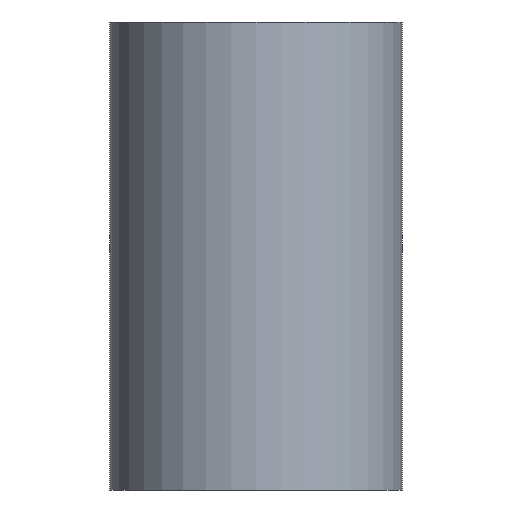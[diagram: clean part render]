
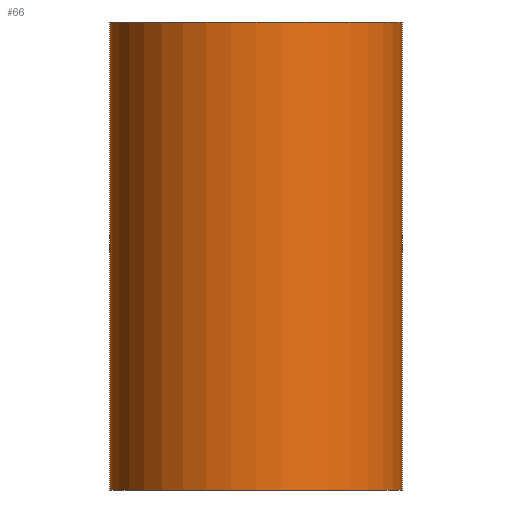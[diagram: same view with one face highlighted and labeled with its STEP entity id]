
A CAD part, front view. The second image highlights one B-rep face of the part: STEP entity #66.
In plain terms, the highlighted cylindrical face has radius 7.938 mm (diameter 15.875 mm), a partial arc.
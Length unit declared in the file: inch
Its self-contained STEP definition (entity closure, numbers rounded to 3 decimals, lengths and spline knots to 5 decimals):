
#1 = CARTESIAN_POINT ( 'NONE',  ( 0.3125, 0., 1. ) ) ;
#22 = CIRCLE ( 'NONE', #281, 0.3125 ) ;
#30 = EDGE_LOOP ( 'NONE', ( #96, #145, #163, #191 ) ) ;
#40 = CYLINDRICAL_SURFACE ( 'NONE', #173, 0.3125 ) ;
#45 = LINE ( 'NONE', #326, #302 ) ;
#59 = AXIS2_PLACEMENT_3D ( 'NONE', #277, #232, #149 ) ;
#66 = ADVANCED_FACE ( 'NONE', ( #92 ), #40, .T. ) ;
#78 = EDGE_CURVE ( 'NONE', #162, #324, #222, .T. ) ;
#92 = FACE_OUTER_BOUND ( 'NONE', #30, .T. ) ;
#94 = DIRECTION ( 'NONE',  ( -1., 0., 0. ) ) ;
#96 = ORIENTED_EDGE ( 'NONE', *, *, #119, .F. ) ;
#98 = CARTESIAN_POINT ( 'NONE',  ( -0.3125, 0., 1. ) ) ;
#102 = DIRECTION ( 'NONE',  ( 0., 0., 1. ) ) ;
#106 = CARTESIAN_POINT ( 'NONE',  ( 0.3125, 0., 0. ) ) ;
#119 = EDGE_CURVE ( 'NONE', #324, #292, #45, .T. ) ;
#145 = ORIENTED_EDGE ( 'NONE', *, *, #78, .F. ) ;
#149 = DIRECTION ( 'NONE',  ( 1., 0., 0. ) ) ;
#162 = VERTEX_POINT ( 'NONE', #98 ) ;
#163 = ORIENTED_EDGE ( 'NONE', *, *, #217, .T. ) ;
#171 = EDGE_CURVE ( 'NONE', #320, #292, #22, .T. ) ;
#172 = DIRECTION ( 'NONE',  ( 0., 0., -1. ) ) ;
#173 = AXIS2_PLACEMENT_3D ( 'NONE', #298, #172, #94 ) ;
#188 = VECTOR ( 'NONE', #235, 39.37008 ) ;
#191 = ORIENTED_EDGE ( 'NONE', *, *, #171, .T. ) ;
#217 = EDGE_CURVE ( 'NONE', #162, #320, #293, .T. ) ;
#222 = CIRCLE ( 'NONE', #59, 0.3125 ) ;
#232 = DIRECTION ( 'NONE',  ( 0., 0., 1. ) ) ;
#235 = DIRECTION ( 'NONE',  ( 0., 0., -1. ) ) ;
#251 = DIRECTION ( 'NONE',  ( 0., 0., -1. ) ) ;
#252 = DIRECTION ( 'NONE',  ( 1., 0., 0. ) ) ;
#277 = CARTESIAN_POINT ( 'NONE',  ( 0., 0., 1. ) ) ;
#281 = AXIS2_PLACEMENT_3D ( 'NONE', #308, #102, #252 ) ;
#282 = CARTESIAN_POINT ( 'NONE',  ( -0.3125, 0., 0. ) ) ;
#292 = VERTEX_POINT ( 'NONE', #106 ) ;
#293 = LINE ( 'NONE', #314, #188 ) ;
#298 = CARTESIAN_POINT ( 'NONE',  ( 0., 0., 1. ) ) ;
#302 = VECTOR ( 'NONE', #251, 39.37008 ) ;
#308 = CARTESIAN_POINT ( 'NONE',  ( 0., 0., 0. ) ) ;
#314 = CARTESIAN_POINT ( 'NONE',  ( -0.3125, 0., 1. ) ) ;
#320 = VERTEX_POINT ( 'NONE', #282 ) ;
#324 = VERTEX_POINT ( 'NONE', #1 ) ;
#326 = CARTESIAN_POINT ( 'NONE',  ( 0.3125, 0., 1. ) ) ;
